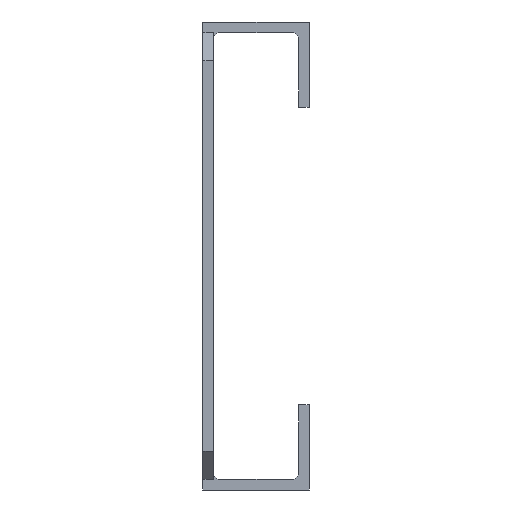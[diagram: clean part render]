
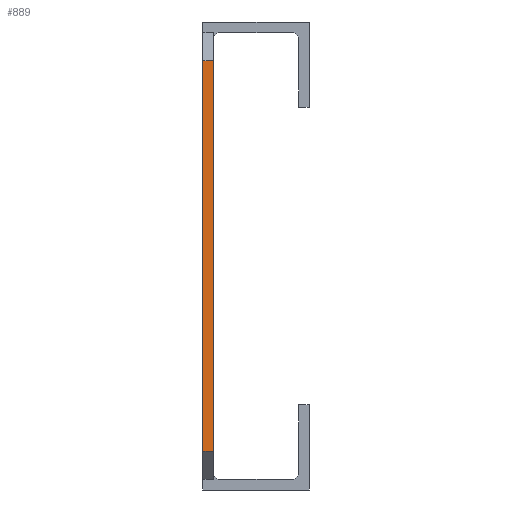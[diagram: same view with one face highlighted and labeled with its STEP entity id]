
A CAD part, left-side view. The second image highlights one B-rep face of the part: STEP entity #889.
In plain terms, the highlighted planar face has unit normal (-1, 0, 0).
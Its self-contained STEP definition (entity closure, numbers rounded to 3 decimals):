
#33 = CARTESIAN_POINT ( 'NONE',  ( -482., -1.5, 31.5 ) ) ;
#147 = CARTESIAN_POINT ( 'NONE',  ( -482., 0., 27.5 ) ) ;
#292 = DIRECTION ( 'NONE',  ( 0., 0., 1. ) ) ;
#469 = VECTOR ( 'NONE', #2849, 1000. ) ;
#561 = EDGE_CURVE ( 'NONE', #2660, #3943, #2311, .T. ) ;
#562 = CARTESIAN_POINT ( 'NONE',  ( -482., 0., -27.5 ) ) ;
#613 = VECTOR ( 'NONE', #2573, 1000. ) ;
#641 = CARTESIAN_POINT ( 'NONE',  ( -482., -1.5, -27.5 ) ) ;
#658 = ORIENTED_EDGE ( 'NONE', *, *, #3737, .T. ) ;
#682 = PLANE ( 'NONE',  #2558 ) ;
#803 = DIRECTION ( 'NONE',  ( 0., 1., 0. ) ) ;
#889 = ADVANCED_FACE ( 'NONE', ( #2490 ), #682, .T. ) ;
#914 = LINE ( 'NONE', #2200, #1738 ) ;
#1208 = CARTESIAN_POINT ( 'NONE',  ( -482., -1.5, -27.5 ) ) ;
#1365 = EDGE_CURVE ( 'NONE', #1536, #3943, #4006, .T. ) ;
#1515 = ORIENTED_EDGE ( 'NONE', *, *, #1365, .T. ) ;
#1536 = VERTEX_POINT ( 'NONE', #2089 ) ;
#1738 = VECTOR ( 'NONE', #292, 1000. ) ;
#2089 = CARTESIAN_POINT ( 'NONE',  ( -482., -1.5, 27.5 ) ) ;
#2147 = ORIENTED_EDGE ( 'NONE', *, *, #561, .F. ) ;
#2200 = CARTESIAN_POINT ( 'NONE',  ( -482., -1.5, 31.5 ) ) ;
#2311 = LINE ( 'NONE', #2913, #613 ) ;
#2490 = FACE_OUTER_BOUND ( 'NONE', #2718, .T. ) ;
#2497 = LINE ( 'NONE', #641, #469 ) ;
#2558 = AXIS2_PLACEMENT_3D ( 'NONE', #33, #3211, #3911 ) ;
#2573 = DIRECTION ( 'NONE',  ( 0., 0., 1. ) ) ;
#2628 = VECTOR ( 'NONE', #803, 1000. ) ;
#2660 = VERTEX_POINT ( 'NONE', #562 ) ;
#2718 = EDGE_LOOP ( 'NONE', ( #2147, #2844, #658, #1515 ) ) ;
#2844 = ORIENTED_EDGE ( 'NONE', *, *, #3708, .T. ) ;
#2849 = DIRECTION ( 'NONE',  ( 0., -1., 0. ) ) ;
#2913 = CARTESIAN_POINT ( 'NONE',  ( -482., 0., 31.5 ) ) ;
#3067 = VERTEX_POINT ( 'NONE', #1208 ) ;
#3211 = DIRECTION ( 'NONE',  ( -1., 0., 0. ) ) ;
#3708 = EDGE_CURVE ( 'NONE', #2660, #3067, #2497, .T. ) ;
#3737 = EDGE_CURVE ( 'NONE', #3067, #1536, #914, .T. ) ;
#3888 = CARTESIAN_POINT ( 'NONE',  ( -482., -1.5, 27.5 ) ) ;
#3911 = DIRECTION ( 'NONE',  ( 0., 0., 1. ) ) ;
#3943 = VERTEX_POINT ( 'NONE', #147 ) ;
#4006 = LINE ( 'NONE', #3888, #2628 ) ;
